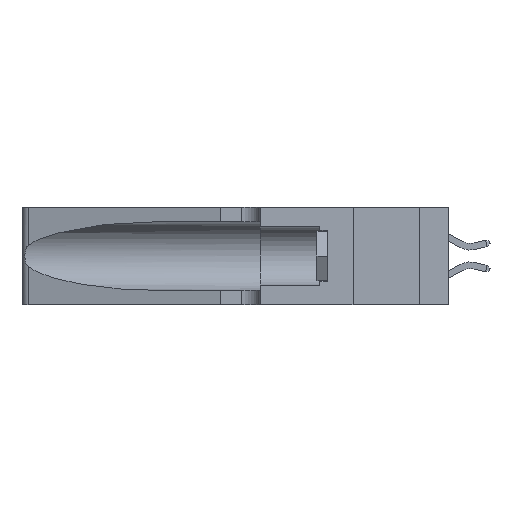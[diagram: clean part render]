
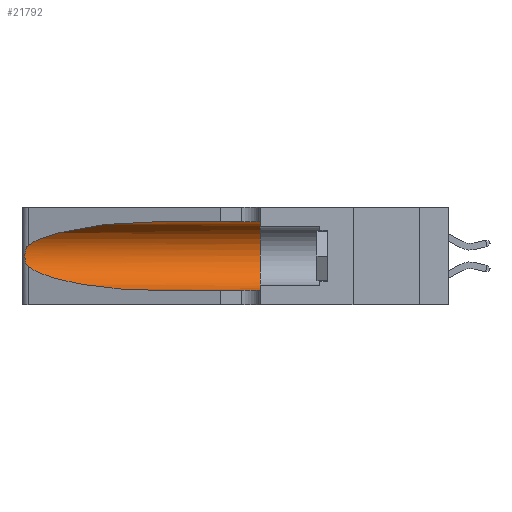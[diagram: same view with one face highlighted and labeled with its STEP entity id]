
A CAD part, left-side view. The second image highlights one B-rep face of the part: STEP entity #21792.
In plain terms, the highlighted cylindrical face has radius 3.308 mm (diameter 6.617 mm), a partial arc.
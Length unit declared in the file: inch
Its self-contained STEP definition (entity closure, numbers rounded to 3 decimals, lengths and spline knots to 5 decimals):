
#509 =( BOUNDED_CURVE ( )  B_SPLINE_CURVE ( 3, ( #8263, #21513, #20698, #3798 ),
 .UNSPECIFIED., .F., .F. ) 
 B_SPLINE_CURVE_WITH_KNOTS ( ( 4, 4 ),
 ( 1.5708, 2.84003 ),
 .UNSPECIFIED. ) 
 CURVE ( )  GEOMETRIC_REPRESENTATION_ITEM ( )  RATIONAL_B_SPLINE_CURVE ( ( 1., 0.87, 0.87, 1. ) ) 
 REPRESENTATION_ITEM ( '' )  );
#711 = LINE ( 'NONE', #20212, #4977 ) ;
#860 = EDGE_CURVE ( 'NONE', #6428, #11824, #509, .T. ) ;
#1343 = CARTESIAN_POINT ( 'NONE',  ( 0.26075, 1.23896, 0.19203 ) ) ;
#1728 = ORIENTED_EDGE ( 'NONE', *, *, #5270, .F. ) ;
#2632 = CARTESIAN_POINT ( 'NONE',  ( 0.1305, 0.35, 0.31525 ) ) ;
#3190 = CARTESIAN_POINT ( 'NONE',  ( 0.26017, 1.23833, 0.17102 ) ) ;
#3694 = CIRCLE ( 'NONE', #17987, 0.13025 ) ;
#3798 = CARTESIAN_POINT ( 'NONE',  ( 0.25487, 1.22718, 0.22369 ) ) ;
#4256 = LINE ( 'NONE', #7202, #12934 ) ;
#4419 = CARTESIAN_POINT ( 'NONE',  ( 0.18966, 0.96281, 0.05475 ) ) ;
#4467 = EDGE_CURVE ( 'NONE', #11824, #7587, #6852, .T. ) ;
#4635 = EDGE_CURVE ( 'NONE', #15662, #10290, #4256, .T. ) ;
#4975 = CARTESIAN_POINT ( 'NONE',  ( 0.25789, 1.23486, 0.15765 ) ) ;
#4977 = VECTOR ( 'NONE', #16741, 39.37008 ) ;
#5270 = EDGE_CURVE ( 'NONE', #9550, #10290, #3694, .T. ) ;
#6064 = CARTESIAN_POINT ( 'NONE',  ( 0.25487, 1.22718, 0.14631 ) ) ;
#6285 = CARTESIAN_POINT ( 'NONE',  ( 0.1305, 0.72297, 0.05475 ) ) ;
#6428 = VERTEX_POINT ( 'NONE', #17657 ) ;
#6690 = CARTESIAN_POINT ( 'NONE',  ( 0.25555, 1.22994, 0.2215 ) ) ;
#6759 = CARTESIAN_POINT ( 'NONE',  ( 0.25555, 1.22993, 0.14849 ) ) ;
#6852 = B_SPLINE_CURVE_WITH_KNOTS ( 'NONE', 3,
 ( #20802, #6690, #20878, #10280, #22707, #12084, #1343, #13853, #3190, #15650, #4975, #17422, #6759, #19186 ),
 .UNSPECIFIED., .F., .F.,
 ( 4, 2, 2, 2, 2, 2, 4 ),
 ( 0., 0.00027, 0.00053, 0.00107, 0.0016, 0.00187, 0.00214 ),
 .UNSPECIFIED. ) ;
#7202 = CARTESIAN_POINT ( 'NONE',  ( 0.1305, 1.61858, 0.05475 ) ) ;
#7587 = VERTEX_POINT ( 'NONE', #6064 ) ;
#7667 = EDGE_CURVE ( 'NONE', #7587, #15662, #17562, .T. ) ;
#8145 = CARTESIAN_POINT ( 'NONE',  ( 0.1305, 0.35, 0.05475 ) ) ;
#8263 = CARTESIAN_POINT ( 'NONE',  ( 0.1305, 0.72297, 0.31525 ) ) ;
#8476 = CARTESIAN_POINT ( 'NONE',  ( 0.25487, 1.22718, 0.22369 ) ) ;
#9175 = DIRECTION ( 'NONE',  ( 0., 1., 0. ) ) ;
#9550 = VERTEX_POINT ( 'NONE', #2632 ) ;
#9741 = CARTESIAN_POINT ( 'NONE',  ( 0.25487, 1.22718, 0.14631 ) ) ;
#10280 = CARTESIAN_POINT ( 'NONE',  ( 0.25787, 1.23484, 0.2124 ) ) ;
#10290 = VERTEX_POINT ( 'NONE', #8145 ) ;
#10355 = EDGE_CURVE ( 'NONE', #6428, #9550, #711, .T. ) ;
#11752 = ORIENTED_EDGE ( 'NONE', *, *, #7667, .T. ) ;
#11824 = VERTEX_POINT ( 'NONE', #8476 ) ;
#12084 = CARTESIAN_POINT ( 'NONE',  ( 0.26018, 1.23835, 0.19895 ) ) ;
#12146 = EDGE_LOOP ( 'NONE', ( #15198, #22960, #11752, #20225, #1728, #19868 ) ) ;
#12934 = VECTOR ( 'NONE', #17865, 39.37008 ) ;
#13231 = CARTESIAN_POINT ( 'NONE',  ( 0.2373, 1.15595, 0.08982 ) ) ;
#13853 = CARTESIAN_POINT ( 'NONE',  ( 0.26075, 1.23896, 0.178 ) ) ;
#14527 = AXIS2_PLACEMENT_3D ( 'NONE', #16186, #19735, #21515 ) ;
#15198 = ORIENTED_EDGE ( 'NONE', *, *, #860, .T. ) ;
#15650 = CARTESIAN_POINT ( 'NONE',  ( 0.25856, 1.23593, 0.16098 ) ) ;
#15662 = VERTEX_POINT ( 'NONE', #6285 ) ;
#16186 = CARTESIAN_POINT ( 'NONE',  ( 0.1305, 1.61858, 0.185 ) ) ;
#16741 = DIRECTION ( 'NONE',  ( 0., -1., 0. ) ) ;
#16864 = CARTESIAN_POINT ( 'NONE',  ( 0.1305, 0.72297, 0.05475 ) ) ;
#17422 = CARTESIAN_POINT ( 'NONE',  ( 0.25639, 1.23186, 0.15144 ) ) ;
#17562 =( BOUNDED_CURVE ( )  B_SPLINE_CURVE ( 3, ( #9741, #13231, #4419, #16864 ),
 .UNSPECIFIED., .F., .F. ) 
 B_SPLINE_CURVE_WITH_KNOTS ( ( 4, 4 ),
 ( 3.44316, 4.71239 ),
 .UNSPECIFIED. ) 
 CURVE ( )  GEOMETRIC_REPRESENTATION_ITEM ( )  RATIONAL_B_SPLINE_CURVE ( ( 1., 0.87, 0.87, 1. ) ) 
 REPRESENTATION_ITEM ( '' )  );
#17657 = CARTESIAN_POINT ( 'NONE',  ( 0.1305, 0.72297, 0.31525 ) ) ;
#17865 = DIRECTION ( 'NONE',  ( 0., -1., 0. ) ) ;
#17987 = AXIS2_PLACEMENT_3D ( 'NONE', #19769, #9175, #21552 ) ;
#19086 = CYLINDRICAL_SURFACE ( 'NONE', #14527, 0.13025 ) ;
#19186 = CARTESIAN_POINT ( 'NONE',  ( 0.25487, 1.22718, 0.14631 ) ) ;
#19735 = DIRECTION ( 'NONE',  ( 0., -1., 0. ) ) ;
#19769 = CARTESIAN_POINT ( 'NONE',  ( 0.1305, 0.35, 0.185 ) ) ;
#19868 = ORIENTED_EDGE ( 'NONE', *, *, #10355, .F. ) ;
#20212 = CARTESIAN_POINT ( 'NONE',  ( 0.1305, 1.61858, 0.31525 ) ) ;
#20225 = ORIENTED_EDGE ( 'NONE', *, *, #4635, .T. ) ;
#20698 = CARTESIAN_POINT ( 'NONE',  ( 0.2373, 1.15595, 0.28018 ) ) ;
#20739 = FACE_OUTER_BOUND ( 'NONE', #12146, .T. ) ;
#20802 = CARTESIAN_POINT ( 'NONE',  ( 0.25487, 1.22718, 0.22369 ) ) ;
#20878 = CARTESIAN_POINT ( 'NONE',  ( 0.25639, 1.23184, 0.21858 ) ) ;
#21513 = CARTESIAN_POINT ( 'NONE',  ( 0.18966, 0.96281, 0.31525 ) ) ;
#21515 = DIRECTION ( 'NONE',  ( 0., 0., -1. ) ) ;
#21552 = DIRECTION ( 'NONE',  ( 0., 0., 1. ) ) ;
#21792 = ADVANCED_FACE ( 'NONE', ( #20739 ), #19086, .F. ) ;
#22707 = CARTESIAN_POINT ( 'NONE',  ( 0.25854, 1.2359, 0.20912 ) ) ;
#22960 = ORIENTED_EDGE ( 'NONE', *, *, #4467, .T. ) ;
